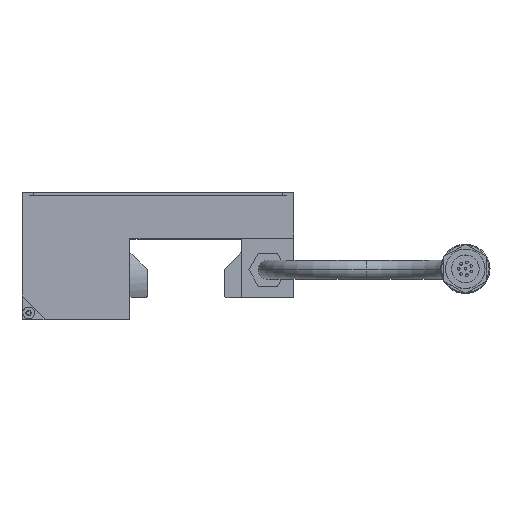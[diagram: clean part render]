
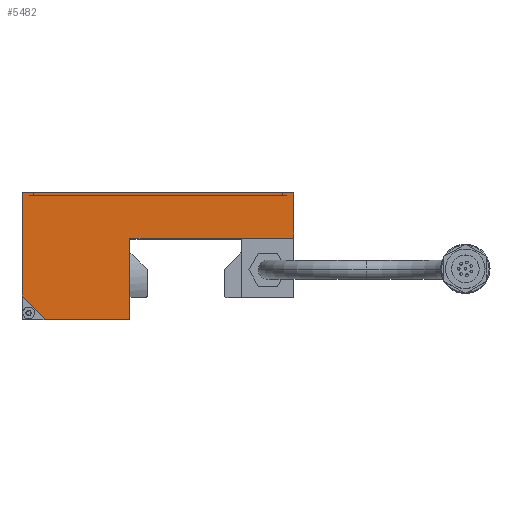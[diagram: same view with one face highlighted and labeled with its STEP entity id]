
A CAD part, top view. The second image highlights one B-rep face of the part: STEP entity #5482.
In plain terms, the highlighted planar face has unit normal (0, 0, 1).
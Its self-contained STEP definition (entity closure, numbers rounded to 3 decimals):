
#2190 = EDGE_CURVE( '', #5630, #3956, #6100, .T. );
#2328 = VERTEX_POINT( '', #6252 );
#2446 = EDGE_CURVE( '', #5440, #5416, #6376, .T. );
#2524 = VERTEX_POINT( '', #6460 );
#3144 = EDGE_CURVE( '', #4098, #5440, #7159, .T. );
#3494 = EDGE_CURVE( '', #2524, #2328, #7550, .T. );
#3632 = EDGE_CURVE( '', #5416, #4322, #7697, .T. );
#3956 = VERTEX_POINT( '', #8055 );
#4098 = VERTEX_POINT( '', #8215 );
#4322 = VERTEX_POINT( '', #8464 );
#4924 = EDGE_CURVE( '', #5670, #2524, #9130, .T. );
#5012 = VERTEX_POINT( '', #9227 );
#5018 = EDGE_CURVE( '', #2328, #5012, #9233, .T. );
#5416 = VERTEX_POINT( '', #9678 );
#5440 = VERTEX_POINT( '', #9705 );
#5468 = EDGE_CURVE( '', #4322, #5630, #9734, .T. );
#5482 = ADVANCED_FACE( '', ( #9749 ), #9750, .T. );
#5556 = EDGE_CURVE( '', #3956, #5670, #9833, .T. );
#5630 = VERTEX_POINT( '', #9917 );
#5650 = EDGE_CURVE( '', #5012, #4098, #9939, .T. );
#5670 = VERTEX_POINT( '', #9966 );
#6100 = LINE( '', #10496, #10497 );
#6252 = CARTESIAN_POINT( '', ( -49.7, 46., 0. ) );
#6376 = LINE( '', #10859, #10860 );
#6460 = CARTESIAN_POINT( '', ( 32.7, 46., 0. ) );
#7159 = LINE( '', #11897, #11898 );
#7550 = LINE( '', #12421, #12422 );
#7697 = LINE( '', #12622, #12623 );
#8055 = CARTESIAN_POINT( '', ( 32.8, 32., 0. ) );
#8215 = CARTESIAN_POINT( '', ( -49.8, 14.4, 0. ) );
#8464 = CARTESIAN_POINT( '', ( -17., 7.5, 0. ) );
#9130 = LINE( '', #14533, #14534 );
#9227 = CARTESIAN_POINT( '', ( -49.8, 45.9, 0. ) );
#9233 = LINE( '', #14671, #14672 );
#9678 = CARTESIAN_POINT( '', ( -17.1, 7.4, 0. ) );
#9705 = CARTESIAN_POINT( '', ( -42.8, 7.4, 0. ) );
#9734 = LINE( '', #15320, #15321 );
#9749 = FACE_OUTER_BOUND( '', #15345, .T. );
#9750 = PLANE( '', #15346 );
#9833 = LINE( '', #15459, #15460 );
#9917 = CARTESIAN_POINT( '', ( -17., 32., 0. ) );
#9939 = LINE( '', #15606, #15607 );
#9966 = CARTESIAN_POINT( '', ( 32.8, 45.9, 0. ) );
#10496 = CARTESIAN_POINT( '', ( -17., 32., 0. ) );
#10497 = VECTOR( '', #16202, 1. );
#10859 = CARTESIAN_POINT( '', ( -49.7, 7.4, 0. ) );
#10860 = VECTOR( '', #16491, 1. );
#11897 = CARTESIAN_POINT( '', ( -30.25, -5.15, 0. ) );
#11898 = VECTOR( '', #17458, 1. );
#12421 = CARTESIAN_POINT( '', ( 32.7, 46., 0. ) );
#12422 = VECTOR( '', #17921, 1. );
#12622 = CARTESIAN_POINT( '', ( -17.1, 7.4, 0. ) );
#12623 = VECTOR( '', #18062, 1. );
#14533 = CARTESIAN_POINT( '', ( 32.8, 45.9, 0. ) );
#14534 = VECTOR( '', #19827, 1. );
#14671 = CARTESIAN_POINT( '', ( -49.7, 46., 0. ) );
#14672 = VECTOR( '', #19954, 1. );
#15320 = CARTESIAN_POINT( '', ( -17., 7.5, 0. ) );
#15321 = VECTOR( '', #20569, 1. );
#15345 = EDGE_LOOP( '', ( #20586, #20587, #20588, #20589, #20590, #20591, #20592, #20593, #20594, #20595 ) );
#15346 = AXIS2_PLACEMENT_3D( '', #20596, #20597, #20598 );
#15459 = CARTESIAN_POINT( '', ( 32.8, 14.2, 0. ) );
#15460 = VECTOR( '', #20711, 1. );
#15606 = CARTESIAN_POINT( '', ( -49.8, 45.9, 0. ) );
#15607 = VECTOR( '', #20848, 1. );
#16202 = DIRECTION( '', ( 1., 0., 0. ) );
#16491 = DIRECTION( '', ( 1., 0., 0. ) );
#17458 = DIRECTION( '', ( 0.707, -0.707, 0. ) );
#17921 = DIRECTION( '', ( -1., 0., 0. ) );
#18062 = DIRECTION( '', ( 0.707, 0.707, 0. ) );
#19827 = DIRECTION( '', ( -0.707, 0.707, 0. ) );
#19954 = DIRECTION( '', ( -0.707, -0.707, 0. ) );
#20569 = DIRECTION( '', ( 0., 1., 0. ) );
#20586 = ORIENTED_EDGE( '', *, *, #3144, .T. );
#20587 = ORIENTED_EDGE( '', *, *, #2446, .T. );
#20588 = ORIENTED_EDGE( '', *, *, #3632, .T. );
#20589 = ORIENTED_EDGE( '', *, *, #5468, .T. );
#20590 = ORIENTED_EDGE( '', *, *, #2190, .T. );
#20591 = ORIENTED_EDGE( '', *, *, #5556, .T. );
#20592 = ORIENTED_EDGE( '', *, *, #4924, .T. );
#20593 = ORIENTED_EDGE( '', *, *, #3494, .T. );
#20594 = ORIENTED_EDGE( '', *, *, #5018, .T. );
#20595 = ORIENTED_EDGE( '', *, *, #5650, .T. );
#20596 = CARTESIAN_POINT( '', ( 0., 0., 0. ) );
#20597 = DIRECTION( '', ( 0., 0., 1. ) );
#20598 = DIRECTION( '', ( 1., 0., 0. ) );
#20711 = DIRECTION( '', ( 0., 1., 0. ) );
#20848 = DIRECTION( '', ( 0., -1., 0. ) );
